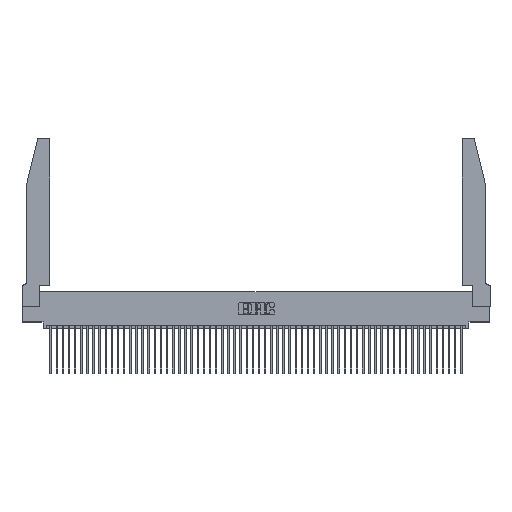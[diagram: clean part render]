
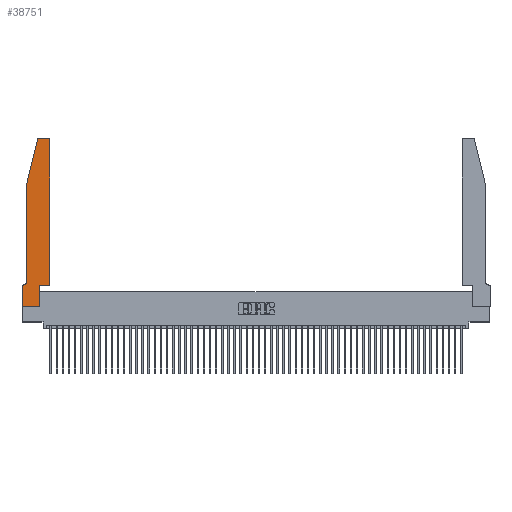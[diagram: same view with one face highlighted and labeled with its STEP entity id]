
A CAD part, top view. The second image highlights one B-rep face of the part: STEP entity #38751.
In plain terms, the highlighted planar face has unit normal (0, 0, 1).
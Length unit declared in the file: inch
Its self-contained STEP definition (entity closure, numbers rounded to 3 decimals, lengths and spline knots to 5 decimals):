
#356 = CIRCLE ( 'NONE', #4524, 0.07 ) ;
#1021 = CARTESIAN_POINT ( 'NONE',  ( 0.0755, 2., 0.37 ) ) ;
#1271 = ORIENTED_EDGE ( 'NONE', *, *, #45979, .T. ) ;
#1902 = CARTESIAN_POINT ( 'NONE',  ( 0.4505, 2.72, 0.37 ) ) ;
#1971 = VERTEX_POINT ( 'NONE', #30301 ) ;
#2413 = DIRECTION ( 'NONE',  ( 0., -1., 0. ) ) ;
#2467 = FACE_OUTER_BOUND ( 'NONE', #22865, .T. ) ;
#2962 = CARTESIAN_POINT ( 'NONE',  ( 0.4505, 0.35, 0.37 ) ) ;
#3110 = VERTEX_POINT ( 'NONE', #20924 ) ;
#3147 = CARTESIAN_POINT ( 'NONE',  ( 0.284, 2.72, 0.37 ) ) ;
#3434 = VERTEX_POINT ( 'NONE', #1902 ) ;
#3676 = VERTEX_POINT ( 'NONE', #33248 ) ;
#3790 = EDGE_CURVE ( 'NONE', #25627, #23190, #35100, .T. ) ;
#4524 = AXIS2_PLACEMENT_3D ( 'NONE', #48171, #22799, #11329 ) ;
#5174 = AXIS2_PLACEMENT_3D ( 'NONE', #20888, #50532, #25138 ) ;
#6562 = ORIENTED_EDGE ( 'NONE', *, *, #47627, .T. ) ;
#7572 = CARTESIAN_POINT ( 'NONE',  ( 0.0755, 2., 0.37 ) ) ;
#7739 = DIRECTION ( 'NONE',  ( 0., 1., 0. ) ) ;
#8158 = PLANE ( 'NONE',  #5174 ) ;
#9072 = ORIENTED_EDGE ( 'NONE', *, *, #28947, .T. ) ;
#9859 = LINE ( 'NONE', #33487, #24380 ) ;
#10080 = EDGE_CURVE ( 'NONE', #1971, #49668, #18497, .T. ) ;
#10332 = ORIENTED_EDGE ( 'NONE', *, *, #49512, .T. ) ;
#10785 = VERTEX_POINT ( 'NONE', #51082 ) ;
#11329 = DIRECTION ( 'NONE',  ( -1., 0., 0. ) ) ;
#11499 = LINE ( 'NONE', #29064, #32671 ) ;
#12132 = ORIENTED_EDGE ( 'NONE', *, *, #42249, .T. ) ;
#12425 = DIRECTION ( 'NONE',  ( 1., 0., 0. ) ) ;
#12606 = LINE ( 'NONE', #15160, #50379 ) ;
#12832 = DIRECTION ( 'NONE',  ( -0.239, -0.971, 0. ) ) ;
#14426 = CARTESIAN_POINT ( 'NONE',  ( 0.0755, 0.42, 0.37 ) ) ;
#14590 = VECTOR ( 'NONE', #42496, 39.37008 ) ;
#15160 = CARTESIAN_POINT ( 'NONE',  ( 0., 0., 0.37 ) ) ;
#16256 = CARTESIAN_POINT ( 'NONE',  ( 0.4205, 2.75, 0.37 ) ) ;
#16352 = CARTESIAN_POINT ( 'NONE',  ( 0.2865, 0., 0.37 ) ) ;
#16416 = ORIENTED_EDGE ( 'NONE', *, *, #54758, .T. ) ;
#18497 = LINE ( 'NONE', #1021, #28423 ) ;
#18684 = VERTEX_POINT ( 'NONE', #16352 ) ;
#19347 = VERTEX_POINT ( 'NONE', #41998 ) ;
#20223 = EDGE_CURVE ( 'NONE', #49668, #44076, #26130, .T. ) ;
#20385 = DIRECTION ( 'NONE',  ( 0., 1., 0. ) ) ;
#20888 = CARTESIAN_POINT ( 'NONE',  ( 0., 0.35, 0.37 ) ) ;
#20924 = CARTESIAN_POINT ( 'NONE',  ( 0., 0.35, 0.37 ) ) ;
#21614 = DIRECTION ( 'NONE',  ( 0., 0., 1. ) ) ;
#22501 = DIRECTION ( 'NONE',  ( 0., -1., 0. ) ) ;
#22799 = DIRECTION ( 'NONE',  ( 0., 0., -1. ) ) ;
#22865 = EDGE_LOOP ( 'NONE', ( #24613, #25228, #48592, #28249, #51044, #9072, #10332, #1271, #16416, #6562, #12132, #39462 ) ) ;
#23190 = VERTEX_POINT ( 'NONE', #49201 ) ;
#23904 = EDGE_CURVE ( 'NONE', #23190, #1971, #38239, .T. ) ;
#24380 = VECTOR ( 'NONE', #12425, 39.37008 ) ;
#24613 = ORIENTED_EDGE ( 'NONE', *, *, #3790, .T. ) ;
#24618 = VERTEX_POINT ( 'NONE', #38340 ) ;
#24859 = VECTOR ( 'NONE', #36116, 39.37008 ) ;
#25138 = DIRECTION ( 'NONE',  ( 1., 0., 0. ) ) ;
#25228 = ORIENTED_EDGE ( 'NONE', *, *, #23904, .T. ) ;
#25627 = VERTEX_POINT ( 'NONE', #16256 ) ;
#25813 = DIRECTION ( 'NONE',  ( 1., 0., 0. ) ) ;
#26130 = LINE ( 'NONE', #35072, #42690 ) ;
#28249 = ORIENTED_EDGE ( 'NONE', *, *, #20223, .T. ) ;
#28423 = VECTOR ( 'NONE', #12832, 39.37008 ) ;
#28947 = EDGE_CURVE ( 'NONE', #19347, #3110, #51989, .T. ) ;
#29064 = CARTESIAN_POINT ( 'NONE',  ( 0.2865, 0.35, 0.37 ) ) ;
#30301 = CARTESIAN_POINT ( 'NONE',  ( 0.25487, 2.72718, 0.37 ) ) ;
#31885 = CARTESIAN_POINT ( 'NONE',  ( 0.4505, 0.35, 0.37 ) ) ;
#32671 = VECTOR ( 'NONE', #20385, 39.37008 ) ;
#33248 = CARTESIAN_POINT ( 'NONE',  ( 0.2865, 0.35, 0.37 ) ) ;
#33423 = CARTESIAN_POINT ( 'NONE',  ( 0.2605, 2.75, 0.37 ) ) ;
#33487 = CARTESIAN_POINT ( 'NONE',  ( 0., 0., 0.37 ) ) ;
#35072 = CARTESIAN_POINT ( 'NONE',  ( 0.0755, 2., 0.37 ) ) ;
#35100 = LINE ( 'NONE', #33423, #14590 ) ;
#35972 = EDGE_CURVE ( 'NONE', #3434, #25627, #37785, .T. ) ;
#36116 = DIRECTION ( 'NONE',  ( 1., 0., 0. ) ) ;
#36475 = AXIS2_PLACEMENT_3D ( 'NONE', #3147, #41759, #25813 ) ;
#37785 = CIRCLE ( 'NONE', #47611, 0.03 ) ;
#37981 = VECTOR ( 'NONE', #7739, 39.37008 ) ;
#38239 = CIRCLE ( 'NONE', #36475, 0.03 ) ;
#38340 = CARTESIAN_POINT ( 'NONE',  ( 0., 0., 0.37 ) ) ;
#38751 = ADVANCED_FACE ( 'NONE', ( #2467 ), #8158, .T. ) ;
#39462 = ORIENTED_EDGE ( 'NONE', *, *, #35972, .T. ) ;
#40716 = VECTOR ( 'NONE', #50207, 39.37008 ) ;
#40864 = EDGE_CURVE ( 'NONE', #44076, #19347, #356, .T. ) ;
#41759 = DIRECTION ( 'NONE',  ( 0., 0., 1. ) ) ;
#41998 = CARTESIAN_POINT ( 'NONE',  ( 0.0055, 0.35, 0.37 ) ) ;
#42249 = EDGE_CURVE ( 'NONE', #10785, #3434, #49955, .T. ) ;
#42496 = DIRECTION ( 'NONE',  ( -1., 0., 0. ) ) ;
#42690 = VECTOR ( 'NONE', #22501, 39.37008 ) ;
#44076 = VERTEX_POINT ( 'NONE', #14426 ) ;
#45979 = EDGE_CURVE ( 'NONE', #24618, #18684, #9859, .T. ) ;
#46475 = CARTESIAN_POINT ( 'NONE',  ( 0.0755, 0.35, 0.37 ) ) ;
#47611 = AXIS2_PLACEMENT_3D ( 'NONE', #51439, #21614, #51618 ) ;
#47627 = EDGE_CURVE ( 'NONE', #3676, #10785, #48734, .T. ) ;
#48171 = CARTESIAN_POINT ( 'NONE',  ( 0.0055, 0.42, 0.37 ) ) ;
#48592 = ORIENTED_EDGE ( 'NONE', *, *, #10080, .T. ) ;
#48734 = LINE ( 'NONE', #31885, #24859 ) ;
#49201 = CARTESIAN_POINT ( 'NONE',  ( 0.284, 2.75, 0.37 ) ) ;
#49512 = EDGE_CURVE ( 'NONE', #3110, #24618, #12606, .T. ) ;
#49668 = VERTEX_POINT ( 'NONE', #7572 ) ;
#49955 = LINE ( 'NONE', #2962, #37981 ) ;
#50207 = DIRECTION ( 'NONE',  ( -1., 0., 0. ) ) ;
#50379 = VECTOR ( 'NONE', #2413, 39.37008 ) ;
#50532 = DIRECTION ( 'NONE',  ( 0., 0., 1. ) ) ;
#51044 = ORIENTED_EDGE ( 'NONE', *, *, #40864, .T. ) ;
#51082 = CARTESIAN_POINT ( 'NONE',  ( 0.4505, 0.35, 0.37 ) ) ;
#51439 = CARTESIAN_POINT ( 'NONE',  ( 0.4205, 2.72, 0.37 ) ) ;
#51618 = DIRECTION ( 'NONE',  ( 1., 0., 0. ) ) ;
#51989 = LINE ( 'NONE', #46475, #40716 ) ;
#54758 = EDGE_CURVE ( 'NONE', #18684, #3676, #11499, .T. ) ;
